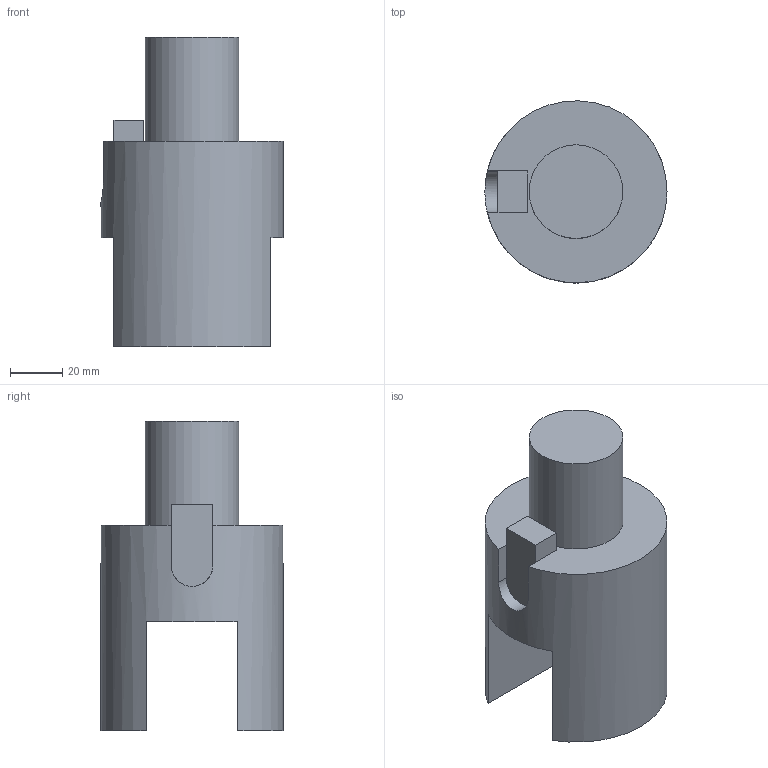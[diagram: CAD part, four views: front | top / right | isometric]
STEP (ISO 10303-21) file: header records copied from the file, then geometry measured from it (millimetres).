
FILE_DESCRIPTION(/* description */ (''),/* implementation_level */ '2;1');
FILE_NAME(/* name */ 'A75060.stp',/* time_stamp */ '2017-10-23T16:42:26+05:00',/* author */ (''),/* organization */ (''),/* preprocessor_version */ 'ST-DEVELOPER v16',/* originating_system */ 'SIEMENS PLM Software NX 11.0',/* authorisation */ '');
FILE_SCHEMA (('AUTOMOTIVE_DESIGN { 1 0 10303 214 3 1 1 1 }'));
Length unit declared in the file: millimetre
Products named in the file (1): A75060
Bounding box: 70 x 70 x 119 mm (x, y, z)
Volume: 246136.5 mm3; surface area: 36233.6 mm2
Topology: 3 solids, 3 shells, 20 faces, 42 edges, 28 vertices
Faces by surface type: plane 16, cylinder 4
Full cylindrical faces by diameter (mm): 36 x1, 70 x1
Entity records: 595 total; most frequent: CARTESIAN_POINT 98, DIRECTION 97, ORIENTED_EDGE 76, EDGE_CURVE 38, AXIS2_PLACEMENT_3D 35, LINE 27, VECTOR 27, VERTEX_POINT 26
